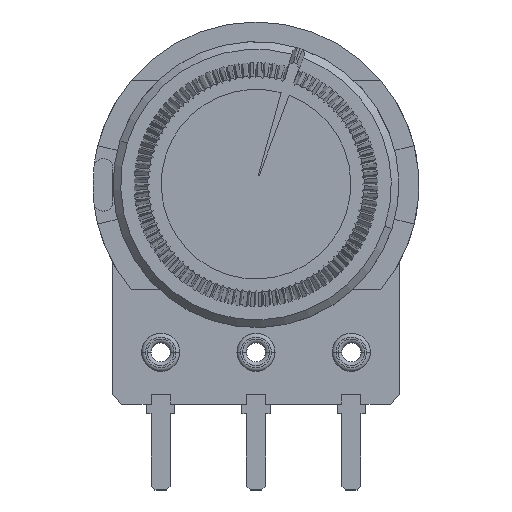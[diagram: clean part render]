
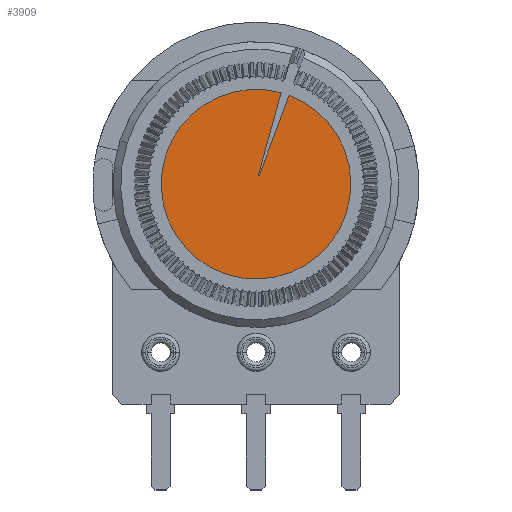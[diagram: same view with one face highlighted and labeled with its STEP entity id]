
A CAD part, top view. The second image highlights one B-rep face of the part: STEP entity #3909.
In plain terms, the highlighted face is planar.
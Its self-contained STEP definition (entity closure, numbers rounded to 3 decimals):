
#227 = CIRCLE ( 'NONE', #19088, 4.975 ) ;
#242 = DIRECTION ( 'NONE',  ( -0.999, 0., -0.044 ) ) ;
#430 = DIRECTION ( 'NONE',  ( 0., 0., 1. ) ) ;
#442 = CARTESIAN_POINT ( 'NONE',  ( 0.5, 15.23, -0.022 ) ) ;
#782 = VERTEX_POINT ( 'NONE', #442 ) ;
#1453 = DIRECTION ( 'NONE',  ( 0., 0., 1. ) ) ;
#1601 = DIRECTION ( 'NONE',  ( 0., 1., 0. ) ) ;
#1623 = CARTESIAN_POINT ( 'NONE',  ( 0.5, 15.23, 0.022 ) ) ;
#2082 = DIRECTION ( 'NONE',  ( 0., 1., 0. ) ) ;
#3419 = VERTEX_POINT ( 'NONE', #10685 ) ;
#3480 = AXIS2_PLACEMENT_3D ( 'NONE', #12057, #5639, #19931 ) ;
#3909 = ADVANCED_FACE ( 'NONE', ( #12865 ), #18331, .T. ) ;
#5312 = ORIENTED_EDGE ( 'NONE', *, *, #18266, .T. ) ;
#5335 = VERTEX_POINT ( 'NONE', #19372 ) ;
#5410 = CARTESIAN_POINT ( 'NONE',  ( 0., 15.23, 0. ) ) ;
#5639 = DIRECTION ( 'NONE',  ( 0., 1., 0. ) ) ;
#6380 = VERTEX_POINT ( 'NONE', #14995 ) ;
#7042 = VERTEX_POINT ( 'NONE', #8660 ) ;
#7527 = CIRCLE ( 'NONE', #20046, 4.975 ) ;
#7619 = AXIS2_PLACEMENT_3D ( 'NONE', #9448, #1601, #1453 ) ;
#8032 = DIRECTION ( 'NONE',  ( 0.999, 0., -0.044 ) ) ;
#8660 = CARTESIAN_POINT ( 'NONE',  ( 0., 15.23, 4.975 ) ) ;
#8685 = EDGE_CURVE ( 'NONE', #782, #5335, #17705, .T. ) ;
#9409 = ORIENTED_EDGE ( 'NONE', *, *, #13384, .T. ) ;
#9448 = CARTESIAN_POINT ( 'NONE',  ( 0., 15.23, 0. ) ) ;
#9596 = EDGE_LOOP ( 'NONE', ( #17714, #19848, #9409, #5312, #20349, #11086 ) ) ;
#10567 = CARTESIAN_POINT ( 'NONE',  ( 0.5, 15.23, -0.022 ) ) ;
#10580 = EDGE_CURVE ( 'NONE', #3419, #782, #11796, .T. ) ;
#10666 = LINE ( 'NONE', #1623, #12412 ) ;
#10685 = CARTESIAN_POINT ( 'NONE',  ( 0.5, 15.23, 0.022 ) ) ;
#10694 = DIRECTION ( 'NONE',  ( 0., 0., 1. ) ) ;
#11086 = ORIENTED_EDGE ( 'NONE', *, *, #8685, .T. ) ;
#11403 = VECTOR ( 'NONE', #8032, 1000. ) ;
#11796 = LINE ( 'NONE', #10567, #14573 ) ;
#12057 = CARTESIAN_POINT ( 'NONE',  ( 0., 15.23, 0. ) ) ;
#12412 = VECTOR ( 'NONE', #242, 1000. ) ;
#12646 = CARTESIAN_POINT ( 'NONE',  ( 4.97, 15.23, 0.217 ) ) ;
#12865 = FACE_OUTER_BOUND ( 'NONE', #9596, .T. ) ;
#13137 = EDGE_CURVE ( 'NONE', #6380, #7042, #16934, .T. ) ;
#13384 = EDGE_CURVE ( 'NONE', #7042, #19257, #227, .T. ) ;
#14573 = VECTOR ( 'NONE', #20310, 1000. ) ;
#14995 = CARTESIAN_POINT ( 'NONE',  ( 0., 15.23, -4.975 ) ) ;
#15411 = EDGE_CURVE ( 'NONE', #5335, #6380, #7527, .T. ) ;
#16209 = DIRECTION ( 'NONE',  ( 0., 1., 0. ) ) ;
#16934 = CIRCLE ( 'NONE', #7619, 4.975 ) ;
#17705 = LINE ( 'NONE', #17943, #11403 ) ;
#17714 = ORIENTED_EDGE ( 'NONE', *, *, #15411, .T. ) ;
#17943 = CARTESIAN_POINT ( 'NONE',  ( 4.97, 15.23, -0.217 ) ) ;
#18266 = EDGE_CURVE ( 'NONE', #19257, #3419, #10666, .T. ) ;
#18331 = PLANE ( 'NONE',  #3480 ) ;
#19088 = AXIS2_PLACEMENT_3D ( 'NONE', #5410, #2082, #430 ) ;
#19257 = VERTEX_POINT ( 'NONE', #12646 ) ;
#19372 = CARTESIAN_POINT ( 'NONE',  ( 4.97, 15.23, -0.217 ) ) ;
#19848 = ORIENTED_EDGE ( 'NONE', *, *, #13137, .T. ) ;
#19931 = DIRECTION ( 'NONE',  ( 0., 0., 1. ) ) ;
#19977 = CARTESIAN_POINT ( 'NONE',  ( 0., 15.23, 0. ) ) ;
#20046 = AXIS2_PLACEMENT_3D ( 'NONE', #19977, #16209, #10694 ) ;
#20310 = DIRECTION ( 'NONE',  ( 0., 0., -1. ) ) ;
#20349 = ORIENTED_EDGE ( 'NONE', *, *, #10580, .T. ) ;
